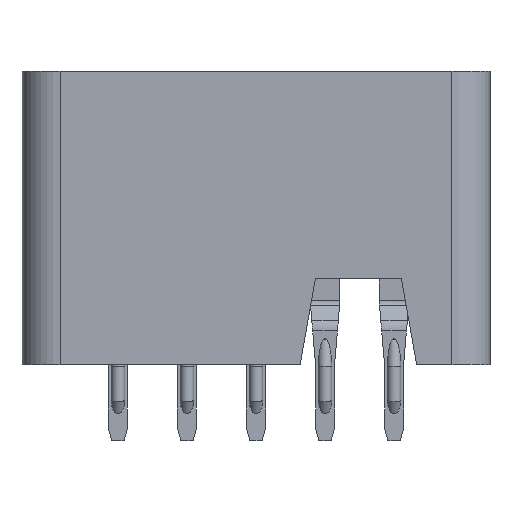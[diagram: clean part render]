
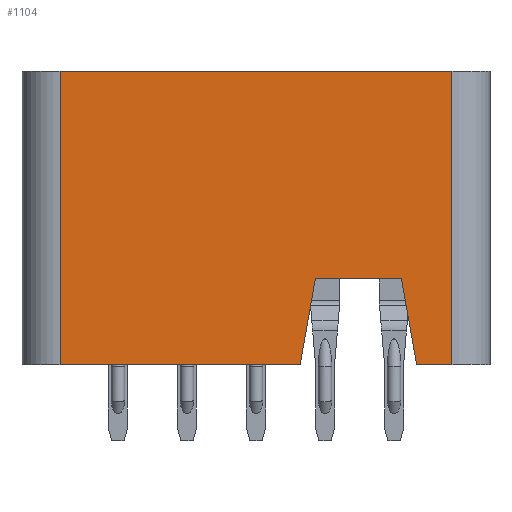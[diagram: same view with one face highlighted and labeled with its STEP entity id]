
A CAD part, left-side view. The second image highlights one B-rep face of the part: STEP entity #1104.
In plain terms, the highlighted planar face has unit normal (-1, 0, 0).
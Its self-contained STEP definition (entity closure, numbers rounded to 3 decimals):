
#398=FACE_OUTER_BOUND('',#2126,.T.);
#1104=ADVANCED_FACE('',(#398),#1565,.T.);
#1565=PLANE('',#10011);
#2126=EDGE_LOOP('',(#3601,#3602,#3603,#3604,#3605,#3606,#3607,#3608));
#3601=ORIENTED_EDGE('',*,*,#6755,.T.);
#3602=ORIENTED_EDGE('',*,*,#6759,.T.);
#3603=ORIENTED_EDGE('',*,*,#6170,.T.);
#3604=ORIENTED_EDGE('',*,*,#6760,.F.);
#3605=ORIENTED_EDGE('',*,*,#6761,.T.);
#3606=ORIENTED_EDGE('',*,*,#6762,.T.);
#3607=ORIENTED_EDGE('',*,*,#6763,.T.);
#3608=ORIENTED_EDGE('',*,*,#6757,.T.);
#5216=VERTEX_POINT('',#12516);
#5245=VERTEX_POINT('',#12573);
#5647=VERTEX_POINT('',#14147);
#5648=VERTEX_POINT('',#14149);
#5649=VERTEX_POINT('',#14153);
#5650=VERTEX_POINT('',#14158);
#5651=VERTEX_POINT('',#14160);
#5652=VERTEX_POINT('',#14162);
#6170=EDGE_CURVE('',#5216,#5245,#7544,.T.);
#6755=EDGE_CURVE('',#5648,#5647,#8037,.T.);
#6757=EDGE_CURVE('',#5649,#5648,#8038,.T.);
#6759=EDGE_CURVE('',#5647,#5216,#8039,.T.);
#6760=EDGE_CURVE('',#5650,#5245,#8040,.T.);
#6761=EDGE_CURVE('',#5650,#5651,#8041,.T.);
#6762=EDGE_CURVE('',#5651,#5652,#8042,.T.);
#6763=EDGE_CURVE('',#5652,#5649,#8043,.T.);
#7544=LINE('',#12574,#8685);
#8037=LINE('',#14148,#9178);
#8038=LINE('',#14152,#9179);
#8039=LINE('',#14156,#9180);
#8040=LINE('',#14157,#9181);
#8041=LINE('',#14159,#9182);
#8042=LINE('',#14161,#9183);
#8043=LINE('',#14163,#9184);
#8685=VECTOR('',#10358,1.);
#9178=VECTOR('',#11265,1.);
#9179=VECTOR('',#11270,1.);
#9180=VECTOR('',#11275,1.);
#9181=VECTOR('',#11276,1.);
#9182=VECTOR('',#11277,1.);
#9183=VECTOR('',#11278,1.);
#9184=VECTOR('',#11279,1.);
#10011=AXIS2_PLACEMENT_3D('',#14164,#11280,#11281);
#10358=DIRECTION('',(0.,-1.,0.));
#11265=DIRECTION('',(0.,-1.,0.));
#11270=DIRECTION('',(0.,0.,-1.));
#11275=DIRECTION('',(0.,-0.174,0.985));
#11276=DIRECTION('',(0.,0.174,0.985));
#11277=DIRECTION('',(0.,-1.,0.));
#11278=DIRECTION('',(0.,0.,1.));
#11279=DIRECTION('',(0.,1.,0.));
#11280=DIRECTION('',(-1.,0.,0.));
#11281=DIRECTION('',(0.,0.,1.));
#12516=CARTESIAN_POINT('',(0.,16.584,3.175));
#12573=CARTESIAN_POINT('',(0.,13.421,3.175));
#12574=CARTESIAN_POINT('',(0.,25.12,3.175));
#14147=CARTESIAN_POINT('',(0.,17.145,-0.005));
#14148=CARTESIAN_POINT('',(0.,25.98,-0.005));
#14149=CARTESIAN_POINT('',(0.,25.98,-0.005));
#14152=CARTESIAN_POINT('',(0.,25.98,10.795));
#14153=CARTESIAN_POINT('',(0.,25.98,10.795));
#14156=CARTESIAN_POINT('',(0.,16.776,2.085));
#14157=CARTESIAN_POINT('',(0.,13.421,3.175));
#14158=CARTESIAN_POINT('',(0.,12.86,-0.005));
#14159=CARTESIAN_POINT('',(0.,12.86,-0.005));
#14160=CARTESIAN_POINT('',(0.,11.56,-0.005));
#14161=CARTESIAN_POINT('',(0.,11.56,1.765));
#14162=CARTESIAN_POINT('',(0.,11.56,10.795));
#14163=CARTESIAN_POINT('',(0.,-8.76,10.795));
#14164=CARTESIAN_POINT('',(0.,4.8,1.765));
